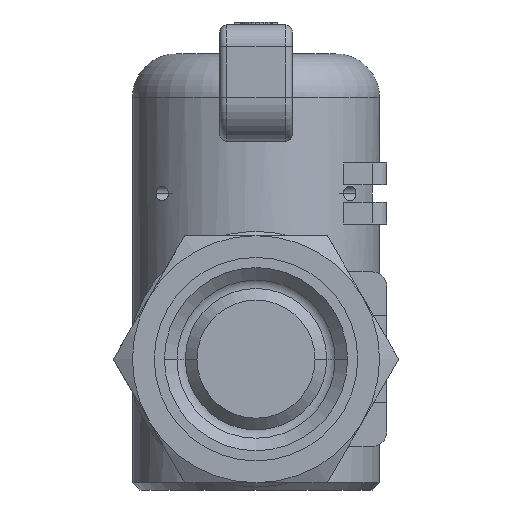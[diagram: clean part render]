
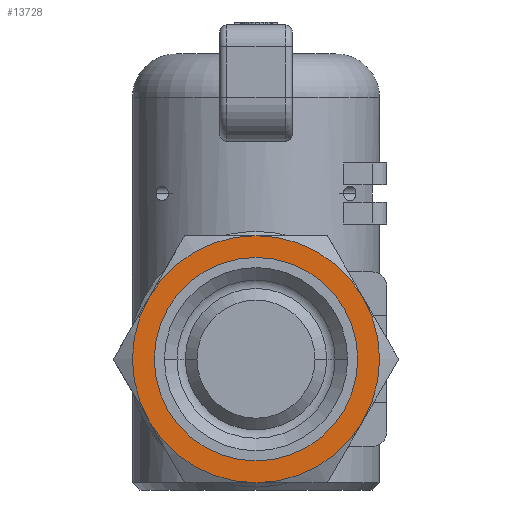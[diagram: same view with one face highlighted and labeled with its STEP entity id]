
A CAD part, front view. The second image highlights one B-rep face of the part: STEP entity #13728.
In plain terms, the highlighted face is planar.
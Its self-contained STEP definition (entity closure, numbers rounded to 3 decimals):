
#12682=CARTESIAN_POINT('',(19.337,5.73,15.0));
#12683=VERTEX_POINT('',#12682);
#12692=CARTESIAN_POINT('',(33.337,5.73,15.0));
#12693=VERTEX_POINT('',#12692);
#12694=CARTESIAN_POINT('',(26.337,5.73,15.0));
#12695=DIRECTION('',(0.0,0.0,1.0));
#12696=DIRECTION('',(-1.0,0.0,0.0));
#12697=AXIS2_PLACEMENT_3D('',#12694,#12695,#12696);
#12698=CIRCLE('',#12697,7.0);
#12699=EDGE_CURVE('',#12683,#12693,#12698,.T.);
#13266=CARTESIAN_POINT('',(18.976,9.98,15.0));
#13267=VERTEX_POINT('',#13266);
#13320=CARTESIAN_POINT('',(18.976,1.48,15.0));
#13321=VERTEX_POINT('',#13320);
#13367=CARTESIAN_POINT('',(26.337,-2.77,15.0));
#13368=VERTEX_POINT('',#13367);
#13406=CARTESIAN_POINT('',(33.698,1.48,15.));
#13407=VERTEX_POINT('',#13406);
#13421=CARTESIAN_POINT('',(33.698,9.98,15.));
#13422=VERTEX_POINT('',#13421);
#13436=CARTESIAN_POINT('',(26.337,5.73,15.0));
#13437=DIRECTION('',(0.0,0.0,1.0));
#13438=DIRECTION('',(-1.0,0.0,0.0));
#13439=AXIS2_PLACEMENT_3D('',#13436,#13437,#13438);
#13440=CIRCLE('',#13439,8.5);
#13441=EDGE_CURVE('',#13407,#13422,#13440,.T.);
#13465=CARTESIAN_POINT('',(26.337,5.73,15.0));
#13466=DIRECTION('',(0.0,0.0,1.0));
#13467=DIRECTION('',(-1.0,0.0,0.0));
#13468=AXIS2_PLACEMENT_3D('',#13465,#13466,#13467);
#13469=CIRCLE('',#13468,8.5);
#13470=EDGE_CURVE('',#13368,#13407,#13469,.T.);
#13482=CARTESIAN_POINT('',(26.337,5.73,15.0));
#13483=DIRECTION('',(0.0,0.0,1.0));
#13484=DIRECTION('',(-1.0,0.0,0.0));
#13485=AXIS2_PLACEMENT_3D('',#13482,#13483,#13484);
#13486=CIRCLE('',#13485,8.5);
#13487=EDGE_CURVE('',#13321,#13368,#13486,.T.);
#13498=CARTESIAN_POINT('',(26.337,5.73,15.0));
#13499=DIRECTION('',(0.0,0.0,1.0));
#13500=DIRECTION('',(-1.0,0.0,0.0));
#13501=AXIS2_PLACEMENT_3D('',#13498,#13499,#13500);
#13502=CIRCLE('',#13501,8.5);
#13503=EDGE_CURVE('',#13267,#13321,#13502,.T.);
#13515=CARTESIAN_POINT('',(26.337,14.23,15.));
#13516=VERTEX_POINT('',#13515);
#13517=CARTESIAN_POINT('',(26.337,5.73,15.0));
#13518=DIRECTION('',(0.0,0.0,1.0));
#13519=DIRECTION('',(-1.0,0.0,0.0));
#13520=AXIS2_PLACEMENT_3D('',#13517,#13518,#13519);
#13521=CIRCLE('',#13520,8.5);
#13522=EDGE_CURVE('',#13516,#13267,#13521,.T.);
#13560=CARTESIAN_POINT('',(26.337,5.73,15.0));
#13561=DIRECTION('',(0.0,0.0,1.0));
#13562=DIRECTION('',(-1.0,0.0,0.0));
#13563=AXIS2_PLACEMENT_3D('',#13560,#13561,#13562);
#13564=CIRCLE('',#13563,8.5);
#13565=EDGE_CURVE('',#13422,#13516,#13564,.T.);
#13701=CARTESIAN_POINT('',(26.337,5.73,15.0));
#13702=DIRECTION('',(0.0,0.0,1.0));
#13703=DIRECTION('',(-1.0,0.0,0.0));
#13704=AXIS2_PLACEMENT_3D('',#13701,#13702,#13703);
#13705=CIRCLE('',#13704,7.0);
#13706=EDGE_CURVE('',#12693,#12683,#13705,.T.);
#13711=CARTESIAN_POINT('',(16.721,5.73,15.0));
#13712=DIRECTION('',(0.0,0.0,-1.0));
#13713=DIRECTION('',(-1.0,0.0,0.0));
#13714=AXIS2_PLACEMENT_3D('',#13711,#13712,#13713);
#13715=PLANE('',#13714);
#13716=ORIENTED_EDGE('',*,*,#13565,.T.);
#13717=ORIENTED_EDGE('',*,*,#13522,.T.);
#13718=ORIENTED_EDGE('',*,*,#13503,.T.);
#13719=ORIENTED_EDGE('',*,*,#13487,.T.);
#13720=ORIENTED_EDGE('',*,*,#13470,.T.);
#13721=ORIENTED_EDGE('',*,*,#13441,.T.);
#13722=EDGE_LOOP('',(#13716,#13717,#13718,#13719,#13720,#13721));
#13723=FACE_OUTER_BOUND('',#13722,.T.);
#13724=ORIENTED_EDGE('',*,*,#12699,.F.);
#13725=ORIENTED_EDGE('',*,*,#13706,.F.);
#13726=EDGE_LOOP('',(#13724,#13725));
#13727=FACE_BOUND('',#13726,.T.);
#13728=ADVANCED_FACE('',(#13723,#13727),#13715,.F.);
